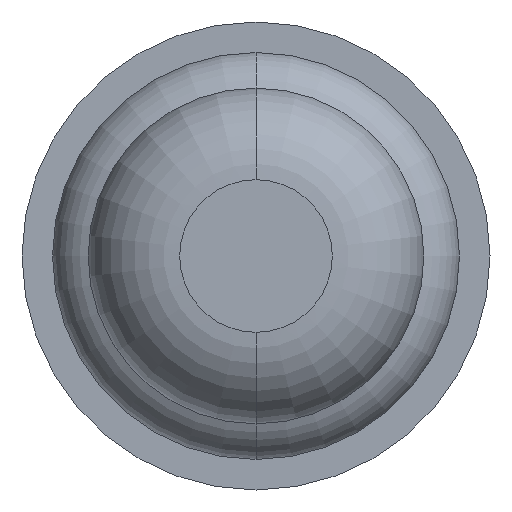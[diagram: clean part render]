
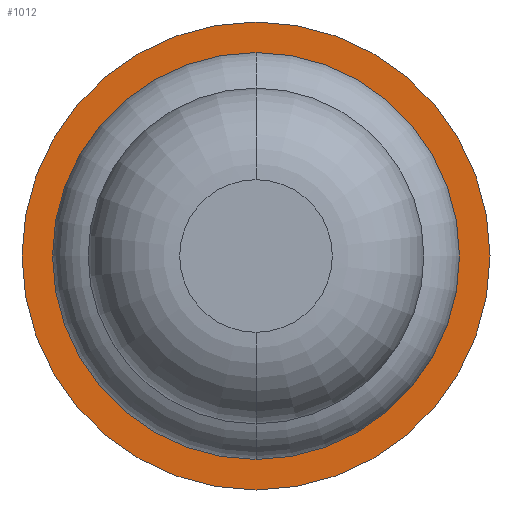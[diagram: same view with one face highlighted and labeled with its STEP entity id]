
A CAD part, front view. The second image highlights one B-rep face of the part: STEP entity #1012.
In plain terms, the highlighted planar face has unit normal (0, -1, 0).
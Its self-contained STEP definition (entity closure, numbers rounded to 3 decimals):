
#46 = EDGE_LOOP ( 'NONE', ( #3089, #820 ) ) ;
#86 = EDGE_CURVE ( 'Defeature ausgef�hrt1_8+Defeature ausgef�hrt1_10+Defeature ausgef�hrt1_10+Defeature ausgef�hrt1_10', #2802, #414, #2199, .T. ) ;
#91 = DIRECTION ( 'NONE',  ( 0., 0., 1. ) ) ;
#195 = AXIS2_PLACEMENT_3D ( 'NONE', #2030, #528, #1048 ) ;
#341 = DIRECTION ( 'NONE',  ( 0., 0., 1. ) ) ;
#414 = VERTEX_POINT ( 'NONE', #3262 ) ;
#528 = DIRECTION ( 'NONE',  ( 0., 1., 0. ) ) ;
#559 = FACE_BOUND ( 'NONE', #3259, .T. ) ;
#589 = DIRECTION ( 'NONE',  ( 0., 1., 0. ) ) ;
#661 = AXIS2_PLACEMENT_3D ( 'NONE', #2414, #589, #91 ) ;
#695 = CARTESIAN_POINT ( 'NONE',  ( 1.136, 9.4, 0. ) ) ;
#820 = ORIENTED_EDGE ( 'NONE', *, *, #86, .F. ) ;
#885 = DIRECTION ( 'NONE',  ( 0., 0., 1. ) ) ;
#935 = CARTESIAN_POINT ( 'NONE',  ( 0., 9.4, -0.5 ) ) ;
#1012 = ADVANCED_FACE ( 'Defeature ausgef�hrt1_10', ( #559, #2450 ), #2018, .F. ) ;
#1020 = EDGE_CURVE ( 'Defeature ausgef�hrt1_10+Defeature ausgef�hrt1_7+Defeature ausgef�hrt1_7+Defeature ausgef�hrt1_7', #3167, #1031, #1324, .T. ) ;
#1031 = VERTEX_POINT ( 'NONE', #2776 ) ;
#1048 = DIRECTION ( 'NONE',  ( 0., 0., 1. ) ) ;
#1052 = AXIS2_PLACEMENT_3D ( 'NONE', #1133, #2444, #885 ) ;
#1091 = AXIS2_PLACEMENT_3D ( 'NONE', #695, #2749, #2764 ) ;
#1133 = CARTESIAN_POINT ( 'NONE',  ( 0., 9.4, 0. ) ) ;
#1324 = CIRCLE ( 'NONE', #195, 0.5 ) ;
#1344 = ORIENTED_EDGE ( 'NONE', *, *, #1020, .T. ) ;
#1611 = DIRECTION ( 'NONE',  ( 0., 1., 0. ) ) ;
#1683 = CIRCLE ( 'NONE', #661, 1.15 ) ;
#1808 = CIRCLE ( 'NONE', #1052, 0.5 ) ;
#1847 = EDGE_CURVE ( 'Defeature ausgef�hrt1_8+Defeature ausgef�hrt1_10+Defeature ausgef�hrt1_10+Defeature ausgef�hrt1_10', #414, #2802, #1683, .T. ) ;
#2018 = PLANE ( 'NONE',  #1091 ) ;
#2030 = CARTESIAN_POINT ( 'NONE',  ( 0., 9.4, 0. ) ) ;
#2199 = CIRCLE ( 'NONE', #2513, 1.15 ) ;
#2238 = CARTESIAN_POINT ( 'NONE',  ( 0., 9.4, -1.15 ) ) ;
#2414 = CARTESIAN_POINT ( 'NONE',  ( 0., 9.4, 0. ) ) ;
#2444 = DIRECTION ( 'NONE',  ( 0., 1., 0. ) ) ;
#2450 = FACE_OUTER_BOUND ( 'NONE', #46, .T. ) ;
#2466 = EDGE_CURVE ( 'Defeature ausgef�hrt1_10+Defeature ausgef�hrt1_7+Defeature ausgef�hrt1_7+Defeature ausgef�hrt1_7', #1031, #3167, #1808, .T. ) ;
#2513 = AXIS2_PLACEMENT_3D ( 'NONE', #3162, #1611, #341 ) ;
#2749 = DIRECTION ( 'NONE',  ( 0., 1., 0. ) ) ;
#2764 = DIRECTION ( 'NONE',  ( 0., 0., 1. ) ) ;
#2776 = CARTESIAN_POINT ( 'NONE',  ( 0., 9.4, 0.5 ) ) ;
#2802 = VERTEX_POINT ( 'NONE', #2238 ) ;
#3089 = ORIENTED_EDGE ( 'NONE', *, *, #1847, .F. ) ;
#3162 = CARTESIAN_POINT ( 'NONE',  ( 0., 9.4, 0. ) ) ;
#3167 = VERTEX_POINT ( 'NONE', #935 ) ;
#3176 = ORIENTED_EDGE ( 'NONE', *, *, #2466, .T. ) ;
#3259 = EDGE_LOOP ( 'NONE', ( #1344, #3176 ) ) ;
#3262 = CARTESIAN_POINT ( 'NONE',  ( 0., 9.4, 1.15 ) ) ;
